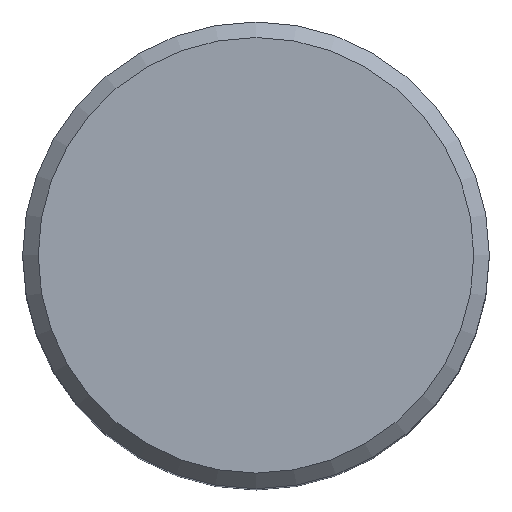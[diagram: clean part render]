
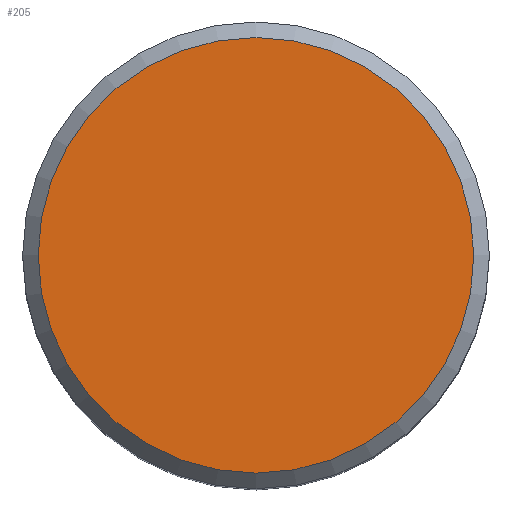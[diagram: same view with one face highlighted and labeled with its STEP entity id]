
A CAD part, top view. The second image highlights one B-rep face of the part: STEP entity #205.
In plain terms, the highlighted planar face has unit normal (0, 0, 1).
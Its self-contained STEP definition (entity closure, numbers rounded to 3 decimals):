
#45=FACE_OUTER_BOUND('',#59,.T.);
#59=EDGE_LOOP('',(#134));
#76=CIRCLE('',#240,14.);
#91=VERTEX_POINT('',#337);
#108=EDGE_CURVE('',#91,#91,#76,.T.);
#134=ORIENTED_EDGE('',*,*,#108,.F.);
#186=PLANE('',#239);
#205=ADVANCED_FACE('',(#45),#186,.T.);
#239=AXIS2_PLACEMENT_3D('',#336,#270,#271);
#240=AXIS2_PLACEMENT_3D('',#338,#272,#273);
#270=DIRECTION('center_axis',(0.,0.,1.));
#271=DIRECTION('ref_axis',(1.,0.,0.));
#272=DIRECTION('center_axis',(0.,0.,-1.));
#273=DIRECTION('ref_axis',(-1.,0.,0.));
#336=CARTESIAN_POINT('Origin',(43.693,55.5,65.187));
#337=CARTESIAN_POINT('',(57.693,55.5,65.187));
#338=CARTESIAN_POINT('Origin',(43.693,55.5,65.187));
